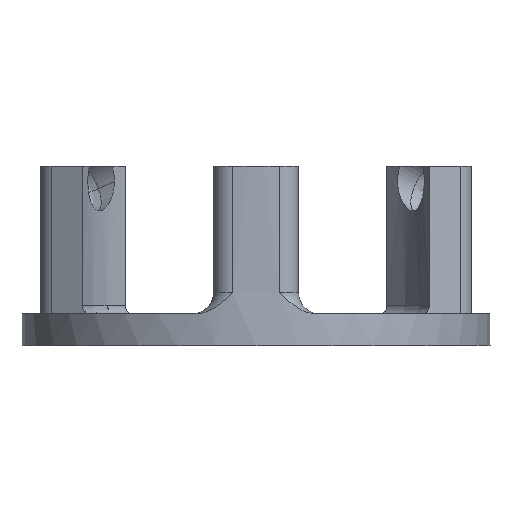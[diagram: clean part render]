
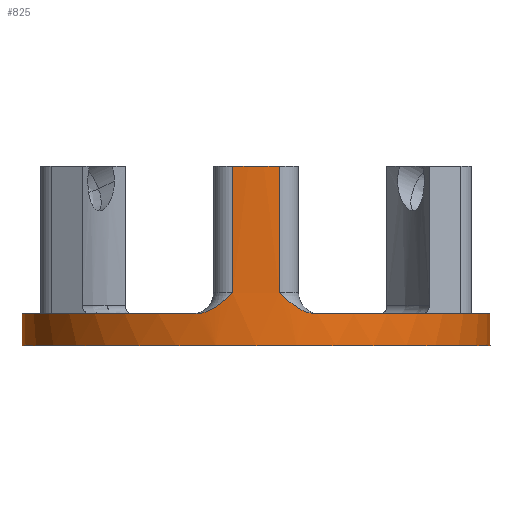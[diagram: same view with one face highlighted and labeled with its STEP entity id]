
A CAD part, left-side view. The second image highlights one B-rep face of the part: STEP entity #825.
In plain terms, the highlighted cylindrical face has radius 22 mm (diameter 44 mm), a full revolution.
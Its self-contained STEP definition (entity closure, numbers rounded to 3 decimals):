
#87=CARTESIAN_POINT('',(-21.229,-5.773,4.6));
#88=VERTEX_POINT('',#87);
#96=CARTESIAN_POINT('',(7.353,-20.735,4.6));
#97=VERTEX_POINT('',#96);
#98=CARTESIAN_POINT('',(0.,0.,4.6));
#99=DIRECTION('',(-0.,-0.,1.));
#100=DIRECTION('',(1.,0.,0.));
#101=AXIS2_PLACEMENT_3D('',#98,#99,#100);
#102=CIRCLE('',#101,22.);
#103=EDGE_CURVE('',#88,#97,#102,.T.);
#105=CARTESIAN_POINT('',(9.04,-20.057,4.6));
#106=VERTEX_POINT('',#105);
#107=CARTESIAN_POINT('',(0.,0.,4.6));
#108=DIRECTION('',(-0.,-0.,1.));
#109=DIRECTION('',(1.,0.,0.));
#110=AXIS2_PLACEMENT_3D('',#107,#108,#109);
#111=CIRCLE('',#110,22.);
#112=EDGE_CURVE('',#97,#106,#111,.T.);
#164=CARTESIAN_POINT('',(12.85,-17.857,4.6));
#165=VERTEX_POINT('',#164);
#173=CARTESIAN_POINT('',(14.281,-16.735,4.6));
#174=VERTEX_POINT('',#173);
#175=CARTESIAN_POINT('',(0.,0.,4.6));
#176=DIRECTION('',(0.,0.,-1.));
#177=DIRECTION('',(1.,0.,0.));
#178=AXIS2_PLACEMENT_3D('',#175,#176,#177);
#179=CIRCLE('',#178,22.);
#180=EDGE_CURVE('',#174,#165,#179,.T.);
#182=CARTESIAN_POINT('',(22.,0.,4.6));
#183=VERTEX_POINT('',#182);
#184=CARTESIAN_POINT('',(0.,0.,4.6));
#185=DIRECTION('',(-0.,-0.,1.));
#186=DIRECTION('',(1.,0.,0.));
#187=AXIS2_PLACEMENT_3D('',#184,#185,#186);
#188=CIRCLE('',#187,22.);
#189=EDGE_CURVE('',#174,#183,#188,.T.);
#191=CARTESIAN_POINT('',(14.281,16.735,4.6));
#192=VERTEX_POINT('',#191);
#193=CARTESIAN_POINT('',(0.,0.,4.6));
#194=DIRECTION('',(-0.,-0.,1.));
#195=DIRECTION('',(1.,0.,0.));
#196=AXIS2_PLACEMENT_3D('',#193,#194,#195);
#197=CIRCLE('',#196,22.);
#198=EDGE_CURVE('',#183,#192,#197,.T.);
#200=CARTESIAN_POINT('',(12.85,17.857,4.6));
#201=VERTEX_POINT('',#200);
#202=CARTESIAN_POINT('',(0.,0.,4.6));
#203=DIRECTION('',(-0.,-0.,1.));
#204=DIRECTION('',(1.,0.,0.));
#205=AXIS2_PLACEMENT_3D('',#202,#203,#204);
#206=CIRCLE('',#205,22.);
#207=EDGE_CURVE('',#192,#201,#206,.T.);
#259=CARTESIAN_POINT('',(9.04,20.057,4.6));
#260=VERTEX_POINT('',#259);
#268=CARTESIAN_POINT('',(7.353,20.735,4.6));
#269=VERTEX_POINT('',#268);
#270=CARTESIAN_POINT('',(0.,0.,4.6));
#271=DIRECTION('',(0.,0.,-1.));
#272=DIRECTION('',(1.,0.,0.));
#273=AXIS2_PLACEMENT_3D('',#270,#271,#272);
#274=CIRCLE('',#273,22.);
#275=EDGE_CURVE('',#269,#260,#274,.T.);
#277=CARTESIAN_POINT('',(-21.229,5.773,4.6));
#278=VERTEX_POINT('',#277);
#279=CARTESIAN_POINT('',(0.,0.,4.6));
#280=DIRECTION('',(-0.,-0.,1.));
#281=DIRECTION('',(1.,0.,0.));
#282=AXIS2_PLACEMENT_3D('',#279,#280,#281);
#283=CIRCLE('',#282,22.);
#284=EDGE_CURVE('',#269,#278,#283,.T.);
#472=CARTESIAN_POINT('',(-21.89,2.2,18.5));
#473=VERTEX_POINT('',#472);
#481=CARTESIAN_POINT('',(-21.89,-2.2,18.5));
#482=VERTEX_POINT('',#481);
#483=CARTESIAN_POINT('',(0.,0.,18.5));
#484=DIRECTION('',(-0.,-0.,1.));
#485=DIRECTION('',(1.,0.,0.));
#486=AXIS2_PLACEMENT_3D('',#483,#484,#485);
#487=CIRCLE('',#486,22.);
#488=EDGE_CURVE('',#473,#482,#487,.T.);
#591=CARTESIAN_POINT('',(-21.89,2.2,6.6));
#592=VERTEX_POINT('',#591);
#600=CARTESIAN_POINT('',(-21.89,2.2,6.6));
#601=DIRECTION('',(0.,0.,1.));
#602=VECTOR('',#601,11.9);
#603=LINE('',#600,#602);
#604=EDGE_CURVE('',#592,#473,#603,.T.);
#694=CARTESIAN_POINT('',(0.,0.,1.6));
#695=DIRECTION('',(0.,0.,-1.));
#696=DIRECTION('',(1.,0.,0.));
#697=AXIS2_PLACEMENT_3D('',#694,#695,#696);
#698=CYLINDRICAL_SURFACE('',#697,22.);
#699=CARTESIAN_POINT('',(12.85,17.857,18.5));
#700=VERTEX_POINT('',#699);
#701=CARTESIAN_POINT('',(12.85,17.857,4.6));
#702=DIRECTION('',(-0.,-0.,1.));
#703=VECTOR('',#702,13.9);
#704=LINE('',#701,#703);
#705=EDGE_CURVE('',#201,#700,#704,.T.);
#706=ORIENTED_EDGE('',*,*,#705,.F.);
#707=ORIENTED_EDGE('',*,*,#207,.F.);
#708=ORIENTED_EDGE('',*,*,#198,.F.);
#709=CARTESIAN_POINT('',(22.,0.,1.6));
#710=VERTEX_POINT('',#709);
#711=CARTESIAN_POINT('',(22.,0.,4.6));
#712=DIRECTION('',(0.,0.,-1.));
#713=VECTOR('',#712,3.);
#714=LINE('',#711,#713);
#715=EDGE_CURVE('',#183,#710,#714,.T.);
#716=ORIENTED_EDGE('',*,*,#715,.T.);
#717=CARTESIAN_POINT('',(0.,0.,1.6));
#718=DIRECTION('',(-0.,-0.,1.));
#719=DIRECTION('',(1.,0.,0.));
#720=AXIS2_PLACEMENT_3D('',#717,#718,#719);
#721=CIRCLE('',#720,22.);
#722=EDGE_CURVE('',#710,#710,#721,.T.);
#723=ORIENTED_EDGE('',*,*,#722,.T.);
#724=ORIENTED_EDGE('',*,*,#715,.F.);
#725=ORIENTED_EDGE('',*,*,#189,.F.);
#726=ORIENTED_EDGE('',*,*,#180,.T.);
#727=CARTESIAN_POINT('',(12.85,-17.857,18.5));
#728=VERTEX_POINT('',#727);
#729=CARTESIAN_POINT('',(12.85,-17.857,4.6));
#730=DIRECTION('',(-0.,-0.,1.));
#731=VECTOR('',#730,13.9);
#732=LINE('',#729,#731);
#733=EDGE_CURVE('',#165,#728,#732,.T.);
#734=ORIENTED_EDGE('',*,*,#733,.T.);
#735=CARTESIAN_POINT('',(9.04,-20.057,18.5));
#736=VERTEX_POINT('',#735);
#737=CARTESIAN_POINT('',(0.,0.,18.5));
#738=DIRECTION('',(-0.,-0.,1.));
#739=DIRECTION('',(1.,0.,0.));
#740=AXIS2_PLACEMENT_3D('',#737,#738,#739);
#741=CIRCLE('',#740,22.);
#742=EDGE_CURVE('',#736,#728,#741,.T.);
#743=ORIENTED_EDGE('',*,*,#742,.F.);
#744=CARTESIAN_POINT('',(9.04,-20.057,4.6));
#745=DIRECTION('',(-0.,-0.,1.));
#746=VECTOR('',#745,13.9);
#747=LINE('',#744,#746);
#748=EDGE_CURVE('',#106,#736,#747,.T.);
#749=ORIENTED_EDGE('',*,*,#748,.F.);
#750=ORIENTED_EDGE('',*,*,#112,.F.);
#751=ORIENTED_EDGE('',*,*,#103,.F.);
#752=CARTESIAN_POINT('',(-21.89,-2.2,6.6));
#753=VERTEX_POINT('',#752);
#754=CARTESIAN_POINT('',(-21.229,-5.773,4.6));
#755=CARTESIAN_POINT('',(-21.276,-5.599,4.6));
#756=CARTESIAN_POINT('',(-21.321,-5.428,4.616));
#757=CARTESIAN_POINT('',(-21.362,-5.259,4.646));
#758=CARTESIAN_POINT('',(-21.404,-5.089,4.676));
#759=CARTESIAN_POINT('',(-21.443,-4.921,4.721));
#760=CARTESIAN_POINT('',(-21.48,-4.755,4.777));
#761=CARTESIAN_POINT('',(-21.553,-4.424,4.891));
#762=CARTESIAN_POINT('',(-21.614,-4.115,5.049));
#763=CARTESIAN_POINT('',(-21.666,-3.82,5.238));
#764=CARTESIAN_POINT('',(-21.692,-3.672,5.332));
#765=CARTESIAN_POINT('',(-21.716,-3.528,5.434));
#766=CARTESIAN_POINT('',(-21.738,-3.387,5.542));
#767=CARTESIAN_POINT('',(-21.759,-3.247,5.649));
#768=CARTESIAN_POINT('',(-21.779,-3.111,5.762));
#769=CARTESIAN_POINT('',(-21.798,-2.978,5.878));
#770=CARTESIAN_POINT('',(-21.834,-2.712,6.109));
#771=CARTESIAN_POINT('',(-21.864,-2.456,6.355));
#772=CARTESIAN_POINT('',(-21.89,-2.2,6.6));
#773=B_SPLINE_CURVE_WITH_KNOTS('',3,(#754,#755,#756,#757,#758,#759,#760,#761,#762,#763,#764,#765,#766,#767,#768,#769,#770,#771,#772),.UNSPECIFIED.,.F.,.F.,(4,3,3,3,3,3,4),(0.,0.001,0.001,0.002,0.003,0.003,0.004),.UNSPECIFIED.);
#774=EDGE_CURVE('',#88,#753,#773,.T.);
#775=ORIENTED_EDGE('',*,*,#774,.T.);
#776=CARTESIAN_POINT('',(-21.89,-2.2,6.6));
#777=DIRECTION('',(-0.,-0.,1.));
#778=VECTOR('',#777,11.9);
#779=LINE('',#776,#778);
#780=EDGE_CURVE('',#753,#482,#779,.T.);
#781=ORIENTED_EDGE('',*,*,#780,.T.);
#782=ORIENTED_EDGE('',*,*,#488,.F.);
#783=ORIENTED_EDGE('',*,*,#604,.F.);
#784=CARTESIAN_POINT('',(-21.89,2.2,6.6));
#785=CARTESIAN_POINT('',(-21.864,2.456,6.355));
#786=CARTESIAN_POINT('',(-21.834,2.712,6.109));
#787=CARTESIAN_POINT('',(-21.798,2.978,5.878));
#788=CARTESIAN_POINT('',(-21.779,3.111,5.762));
#789=CARTESIAN_POINT('',(-21.759,3.247,5.649));
#790=CARTESIAN_POINT('',(-21.738,3.387,5.542));
#791=CARTESIAN_POINT('',(-21.716,3.528,5.434));
#792=CARTESIAN_POINT('',(-21.692,3.672,5.332));
#793=CARTESIAN_POINT('',(-21.666,3.82,5.238));
#794=CARTESIAN_POINT('',(-21.614,4.115,5.049));
#795=CARTESIAN_POINT('',(-21.553,4.424,4.891));
#796=CARTESIAN_POINT('',(-21.48,4.755,4.777));
#797=CARTESIAN_POINT('',(-21.443,4.921,4.721));
#798=CARTESIAN_POINT('',(-21.404,5.089,4.676));
#799=CARTESIAN_POINT('',(-21.362,5.259,4.646));
#800=CARTESIAN_POINT('',(-21.321,5.428,4.616));
#801=CARTESIAN_POINT('',(-21.276,5.599,4.6));
#802=CARTESIAN_POINT('',(-21.229,5.773,4.6));
#803=B_SPLINE_CURVE_WITH_KNOTS('',3,(#784,#785,#786,#787,#788,#789,#790,#791,#792,#793,#794,#795,#796,#797,#798,#799,#800,#801,#802),.UNSPECIFIED.,.F.,.F.,(4,3,3,3,3,3,4),(0.,0.001,0.002,0.002,0.003,0.004,0.004),.UNSPECIFIED.);
#804=EDGE_CURVE('',#592,#278,#803,.T.);
#805=ORIENTED_EDGE('',*,*,#804,.T.);
#806=ORIENTED_EDGE('',*,*,#284,.F.);
#807=ORIENTED_EDGE('',*,*,#275,.T.);
#808=CARTESIAN_POINT('',(9.04,20.057,18.5));
#809=VERTEX_POINT('',#808);
#810=CARTESIAN_POINT('',(9.04,20.057,4.6));
#811=DIRECTION('',(-0.,-0.,1.));
#812=VECTOR('',#811,13.9);
#813=LINE('',#810,#812);
#814=EDGE_CURVE('',#260,#809,#813,.T.);
#815=ORIENTED_EDGE('',*,*,#814,.T.);
#816=CARTESIAN_POINT('',(0.,0.,18.5));
#817=DIRECTION('',(-0.,-0.,1.));
#818=DIRECTION('',(1.,0.,0.));
#819=AXIS2_PLACEMENT_3D('',#816,#817,#818);
#820=CIRCLE('',#819,22.);
#821=EDGE_CURVE('',#700,#809,#820,.T.);
#822=ORIENTED_EDGE('',*,*,#821,.F.);
#823=EDGE_LOOP('',(#706,#707,#708,#716,#723,#724,#725,#726,#734,#743,#749,#750,#751,#775,#781,#782,#783,#805,#806,#807,#815,#822));
#824=FACE_BOUND('',#823,.T.);
#825=ADVANCED_FACE('',(#824),#698,.T.);
